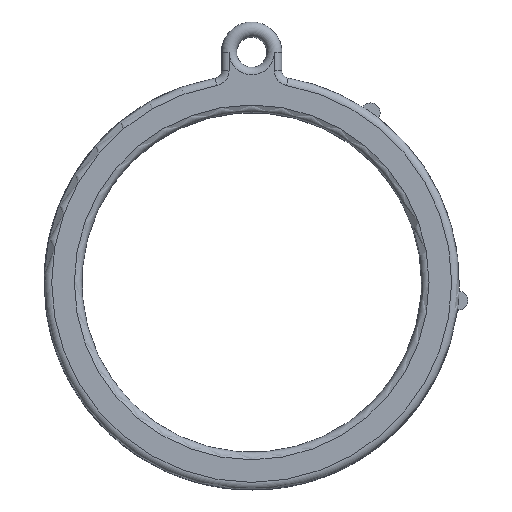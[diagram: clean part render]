
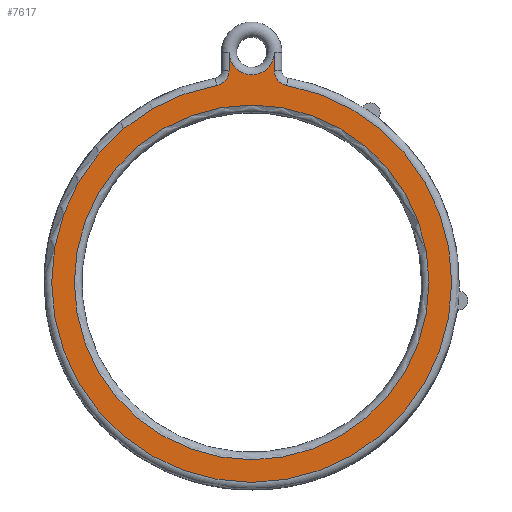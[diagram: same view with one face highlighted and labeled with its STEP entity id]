
A CAD part, top view. The second image highlights one B-rep face of the part: STEP entity #7617.
In plain terms, the highlighted planar face has unit normal (0, 0, 1).
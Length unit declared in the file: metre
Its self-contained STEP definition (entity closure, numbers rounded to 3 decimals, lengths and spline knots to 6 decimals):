
#215=PLANE('',#8209);
#972=CIRCLE('',#8210,0.0235);
#973=CIRCLE('',#8211,0.003);
#974=CIRCLE('',#8212,0.002);
#975=CIRCLE('',#8213,0.0265);
#976=CIRCLE('',#8214,0.002);
#1445=ORIENTED_EDGE('',*,*,#3863,.T.);
#1446=ORIENTED_EDGE('',*,*,#3864,.T.);
#1447=ORIENTED_EDGE('',*,*,#3865,.T.);
#1448=ORIENTED_EDGE('',*,*,#3866,.T.);
#1449=ORIENTED_EDGE('',*,*,#3867,.F.);
#1450=ORIENTED_EDGE('',*,*,#3868,.T.);
#1451=ORIENTED_EDGE('',*,*,#3869,.F.);
#3863=EDGE_CURVE('',#5065,#5065,#972,.F.);
#3864=EDGE_CURVE('',#5066,#5067,#5583,.F.);
#3865=EDGE_CURVE('',#5067,#5068,#973,.F.);
#3866=EDGE_CURVE('',#5068,#5069,#5584,.T.);
#3867=EDGE_CURVE('',#5070,#5069,#974,.T.);
#3868=EDGE_CURVE('',#5070,#5071,#975,.T.);
#3869=EDGE_CURVE('',#5066,#5071,#976,.T.);
#5065=VERTEX_POINT('',#11466);
#5066=VERTEX_POINT('',#11468);
#5067=VERTEX_POINT('',#11469);
#5068=VERTEX_POINT('',#11471);
#5069=VERTEX_POINT('',#11473);
#5070=VERTEX_POINT('',#11475);
#5071=VERTEX_POINT('',#11477);
#5583=LINE('',#11467,#6100);
#5584=LINE('',#11472,#6101);
#6100=VECTOR('',#8942,1.);
#6101=VECTOR('',#8945,1.);
#6585=EDGE_LOOP('',(#1445));
#6586=EDGE_LOOP('',(#1446,#1447,#1448,#1449,#1450,#1451));
#7075=FACE_BOUND('',#6585,.T.);
#7076=FACE_BOUND('',#6586,.T.);
#7617=ADVANCED_FACE('',(#7075,#7076),#215,.T.);
#8209=AXIS2_PLACEMENT_3D('',#11464,#8938,#8939);
#8210=AXIS2_PLACEMENT_3D('',#11465,#8940,#8941);
#8211=AXIS2_PLACEMENT_3D('',#11470,#8943,#8944);
#8212=AXIS2_PLACEMENT_3D('',#11474,#8946,#8947);
#8213=AXIS2_PLACEMENT_3D('',#11476,#8948,#8949);
#8214=AXIS2_PLACEMENT_3D('',#11478,#8950,#8951);
#8938=DIRECTION('',(0.,0.,1.));
#8939=DIRECTION('',(1.,0.,0.));
#8940=DIRECTION('',(0.,0.,1.));
#8941=DIRECTION('',(1.,0.,0.));
#8942=DIRECTION('',(0.,-1.,0.));
#8943=DIRECTION('',(0.,0.,1.));
#8944=DIRECTION('',(1.,0.,0.));
#8945=DIRECTION('',(0.,-1.,0.));
#8946=DIRECTION('',(0.,0.,1.));
#8947=DIRECTION('',(1.,0.,0.));
#8948=DIRECTION('',(0.,0.,1.));
#8949=DIRECTION('',(1.,0.,0.));
#8950=DIRECTION('',(0.,0.,1.));
#8951=DIRECTION('',(1.,0.,0.));
#11464=CARTESIAN_POINT('',(0.,0.,0.0075));
#11465=CARTESIAN_POINT('',(0.,0.,0.0075));
#11466=CARTESIAN_POINT('',(0.0235,0.,0.0075));
#11467=CARTESIAN_POINT('',(0.003,0.0305,0.0075));
#11468=CARTESIAN_POINT('',(0.003,0.028058,0.0075));
#11469=CARTESIAN_POINT('',(0.003,0.0305,0.0075));
#11470=CARTESIAN_POINT('',(0.,0.0305,0.0075));
#11471=CARTESIAN_POINT('',(-0.003,0.0305,0.0075));
#11472=CARTESIAN_POINT('',(-0.003,0.,0.0075));
#11473=CARTESIAN_POINT('',(-0.003,0.028058,0.0075));
#11474=CARTESIAN_POINT('',(-0.005,0.028058,0.0075));
#11475=CARTESIAN_POINT('',(-0.004649,0.026089,0.0075));
#11476=CARTESIAN_POINT('',(0.,0.,0.0075));
#11477=CARTESIAN_POINT('',(0.004649,0.026089,0.0075));
#11478=CARTESIAN_POINT('',(0.005,0.028058,0.0075));
